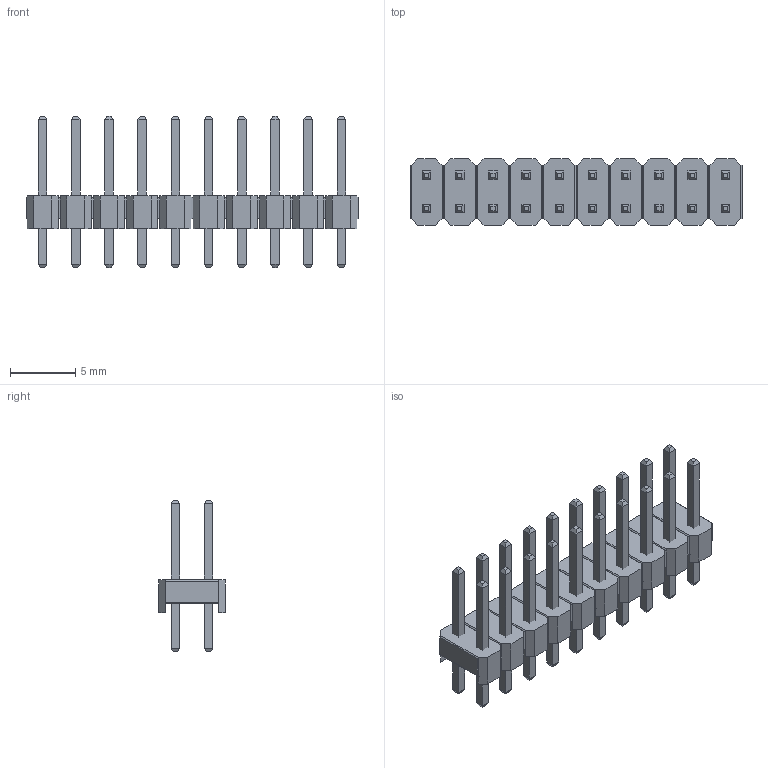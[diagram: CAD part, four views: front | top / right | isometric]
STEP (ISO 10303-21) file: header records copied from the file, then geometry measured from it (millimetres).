
FILE_DESCRIPTION(('STEP AP214'), '1');
FILE_NAME('DS1021-2x5SF11', '', ('UNSPECIFIED'), ('UNSPECIFIED'), 'ASCON STEP Converter 1.3', 'ASCON Math Kernel', '');
FILE_SCHEMA(('AUTOMOTIVE_DESIGN { 1 0 10303 214 3 1 1}'));
Length unit declared in the file: millimetre
Bounding box: 25.4 x 5.08 x 11.6 mm (x, y, z)
Volume: 328.8 mm3; surface area: 1045.5 mm2
Topology: 21 solids, 21 shells, 464 faces, 986 edges, 564 vertices
Faces by surface type: plane 464
Entity records: 15706 total; most frequent: CARTESIAN_POINT 2015, ORIENTED_EDGE 1972, DIRECTION 1916, EDGE_CURVE 986, LINE 986, VECTOR 986, VERTEX_POINT 564, COLOUR_RGB 485
